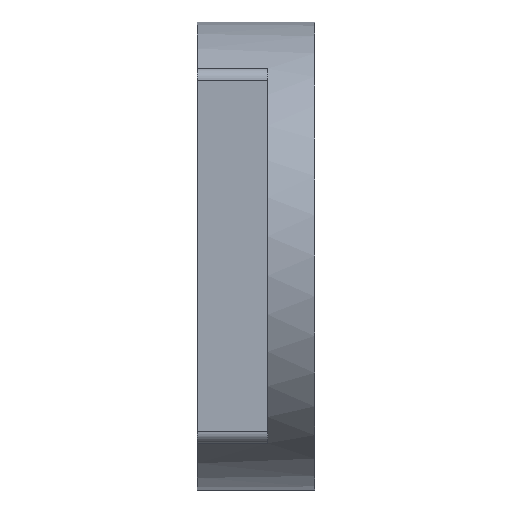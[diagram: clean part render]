
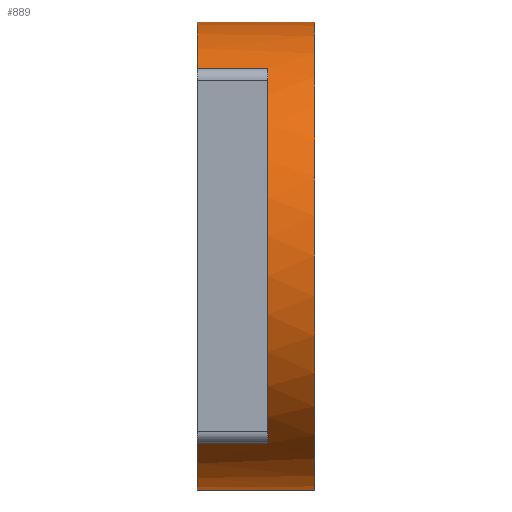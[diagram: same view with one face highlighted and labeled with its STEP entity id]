
A CAD part, left-side view. The second image highlights one B-rep face of the part: STEP entity #889.
In plain terms, the highlighted cylindrical face has radius 12.696 mm (diameter 25.392 mm), a partial arc.
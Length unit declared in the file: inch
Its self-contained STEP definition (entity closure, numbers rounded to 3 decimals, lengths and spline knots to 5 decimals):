
#17 = VERTEX_POINT ( 'NONE', #2125 ) ;
#32 = EDGE_CURVE ( 'NONE', #1257, #1198, #426, .T. ) ;
#74 = DIRECTION ( 'NONE',  ( 0., -1., 0. ) ) ;
#126 = CIRCLE ( 'NONE', #1495, 0.49985 ) ;
#176 = ORIENTED_EDGE ( 'NONE', *, *, #269, .F. ) ;
#191 = EDGE_CURVE ( 'NONE', #282, #2116, #931, .T. ) ;
#203 = ORIENTED_EDGE ( 'NONE', *, *, #1425, .F. ) ;
#223 = VECTOR ( 'NONE', #954, 39.37008 ) ;
#259 = ORIENTED_EDGE ( 'NONE', *, *, #896, .F. ) ;
#269 = EDGE_CURVE ( 'NONE', #17, #2097, #1154, .T. ) ;
#282 = VERTEX_POINT ( 'NONE', #1290 ) ;
#412 = VERTEX_POINT ( 'NONE', #1170 ) ;
#413 = ORIENTED_EDGE ( 'NONE', *, *, #717, .F. ) ;
#421 = DIRECTION ( 'NONE',  ( 0., 0., 1. ) ) ;
#426 = LINE ( 'NONE', #2120, #1630 ) ;
#435 = DIRECTION ( 'NONE',  ( 0., 1., 0. ) ) ;
#443 = CARTESIAN_POINT ( 'NONE',  ( 0., 0., 0. ) ) ;
#494 = DIRECTION ( 'NONE',  ( 0., 1., 0. ) ) ;
#498 = DIRECTION ( 'NONE',  ( 0., 0., 1. ) ) ;
#516 = AXIS2_PLACEMENT_3D ( 'NONE', #1525, #1506, #1480 ) ;
#518 = CARTESIAN_POINT ( 'NONE',  ( 0., 0.25, 0. ) ) ;
#520 = EDGE_CURVE ( 'NONE', #1257, #2116, #126, .T. ) ;
#521 = VERTEX_POINT ( 'NONE', #566 ) ;
#563 = CIRCLE ( 'NONE', #516, 0.49985 ) ;
#566 = CARTESIAN_POINT ( 'NONE',  ( 0., 0., 0.49985 ) ) ;
#569 = CARTESIAN_POINT ( 'NONE',  ( -0.29975, 0.25, -0.4 ) ) ;
#575 = DIRECTION ( 'NONE',  ( 0., 0., 1. ) ) ;
#578 = CARTESIAN_POINT ( 'NONE',  ( -0.29975, 0.25, 0.4 ) ) ;
#580 = DIRECTION ( 'NONE',  ( 0., 1., 0. ) ) ;
#586 = CARTESIAN_POINT ( 'NONE',  ( 0., 0.25, 0. ) ) ;
#717 = EDGE_CURVE ( 'NONE', #412, #521, #1908, .T. ) ;
#734 = CARTESIAN_POINT ( 'NONE',  ( 0., 0.25, 0. ) ) ;
#752 = DIRECTION ( 'NONE',  ( 0., 0., -1. ) ) ;
#828 = DIRECTION ( 'NONE',  ( 0., -1., 0. ) ) ;
#841 = ORIENTED_EDGE ( 'NONE', *, *, #32, .T. ) ;
#889 = ADVANCED_FACE ( 'NONE', ( #1467 ), #1779, .T. ) ;
#896 = EDGE_CURVE ( 'NONE', #2097, #412, #1013, .T. ) ;
#902 = EDGE_CURVE ( 'NONE', #1198, #521, #1826, .T. ) ;
#931 = LINE ( 'NONE', #1834, #1707 ) ;
#954 = DIRECTION ( 'NONE',  ( 0., 1., 0. ) ) ;
#1013 = CIRCLE ( 'NONE', #1432, 0.49985 ) ;
#1031 = ORIENTED_EDGE ( 'NONE', *, *, #191, .T. ) ;
#1098 = VECTOR ( 'NONE', #1519, 39.37008 ) ;
#1106 = CARTESIAN_POINT ( 'NONE',  ( 0., 0.25, -0.49985 ) ) ;
#1154 = LINE ( 'NONE', #1841, #223 ) ;
#1170 = CARTESIAN_POINT ( 'NONE',  ( 0., 0.25, 0.49985 ) ) ;
#1198 = VERTEX_POINT ( 'NONE', #1428 ) ;
#1257 = VERTEX_POINT ( 'NONE', #1106 ) ;
#1290 = CARTESIAN_POINT ( 'NONE',  ( -0.29975, 0.1, -0.4 ) ) ;
#1326 = AXIS2_PLACEMENT_3D ( 'NONE', #443, #435, #421 ) ;
#1328 = EDGE_LOOP ( 'NONE', ( #413, #259, #176, #203, #1031, #2140, #841, #1738 ) ) ;
#1367 = AXIS2_PLACEMENT_3D ( 'NONE', #734, #828, #752 ) ;
#1425 = EDGE_CURVE ( 'NONE', #282, #17, #563, .T. ) ;
#1428 = CARTESIAN_POINT ( 'NONE',  ( 0., 0., -0.49985 ) ) ;
#1432 = AXIS2_PLACEMENT_3D ( 'NONE', #586, #580, #575 ) ;
#1467 = FACE_OUTER_BOUND ( 'NONE', #1328, .T. ) ;
#1480 = DIRECTION ( 'NONE',  ( 0., 0., 1. ) ) ;
#1495 = AXIS2_PLACEMENT_3D ( 'NONE', #518, #494, #498 ) ;
#1506 = DIRECTION ( 'NONE',  ( 0., 1., 0. ) ) ;
#1519 = DIRECTION ( 'NONE',  ( 0., -1., 0. ) ) ;
#1523 = CARTESIAN_POINT ( 'NONE',  ( 0., 0.25, 0.49985 ) ) ;
#1525 = CARTESIAN_POINT ( 'NONE',  ( 0., 0.1, 0. ) ) ;
#1621 = DIRECTION ( 'NONE',  ( 0., 1., 0. ) ) ;
#1630 = VECTOR ( 'NONE', #74, 39.37008 ) ;
#1707 = VECTOR ( 'NONE', #1621, 39.37008 ) ;
#1738 = ORIENTED_EDGE ( 'NONE', *, *, #902, .T. ) ;
#1779 = CYLINDRICAL_SURFACE ( 'NONE', #1367, 0.49985 ) ;
#1826 = CIRCLE ( 'NONE', #1326, 0.49985 ) ;
#1834 = CARTESIAN_POINT ( 'NONE',  ( -0.29975, 0.1, -0.4 ) ) ;
#1841 = CARTESIAN_POINT ( 'NONE',  ( -0.29975, 0.1, 0.4 ) ) ;
#1908 = LINE ( 'NONE', #1523, #1098 ) ;
#2097 = VERTEX_POINT ( 'NONE', #578 ) ;
#2116 = VERTEX_POINT ( 'NONE', #569 ) ;
#2120 = CARTESIAN_POINT ( 'NONE',  ( 0., 0.25, -0.49985 ) ) ;
#2125 = CARTESIAN_POINT ( 'NONE',  ( -0.29975, 0.1, 0.4 ) ) ;
#2140 = ORIENTED_EDGE ( 'NONE', *, *, #520, .F. ) ;
